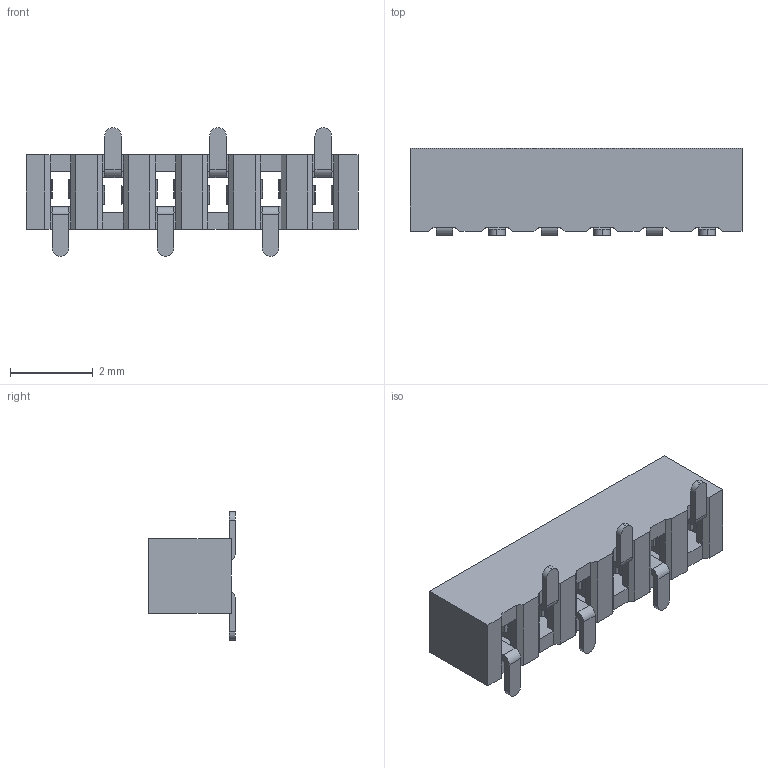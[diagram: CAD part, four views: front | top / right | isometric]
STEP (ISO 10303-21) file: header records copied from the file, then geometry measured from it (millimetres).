
FILE_DESCRIPTION(('STEP AP214'),'1');
FILE_NAME('m50-3130645.stp','2025-11-09T11:37:50',('TraceParts'),('TraceParts S.A.S.'),'Spatial InterOp 3D',' ',' ');
FILE_SCHEMA(('AUTOMOTIVE_DESIGN { 1 0 10303 214 1 1 1 1 }'));
Length unit declared in the file: millimetre
Products named in the file (1): M50-3130645_asm.stp|M50-3130645_asm:1#M50-3130642_ASM|2057#M50-31306_MOULD;Solide1
Bounding box: 8.02 x 2.1 x 3.1 mm (x, y, z)
Volume: 20.6 mm3; surface area: 161 mm2
Topology: 7 solids, 7 shells, 390 faces, 1074 edges, 692 vertices
Faces by surface type: plane 270, cylinder 120
Entity records: 12403 total; most frequent: CARTESIAN_POINT 2163, ORIENTED_EDGE 2148, DIRECTION 2108, EDGE_CURVE 1074, LINE 834, VECTOR 834, VERTEX_POINT 692, AXIS2_PLACEMENT_3D 637
